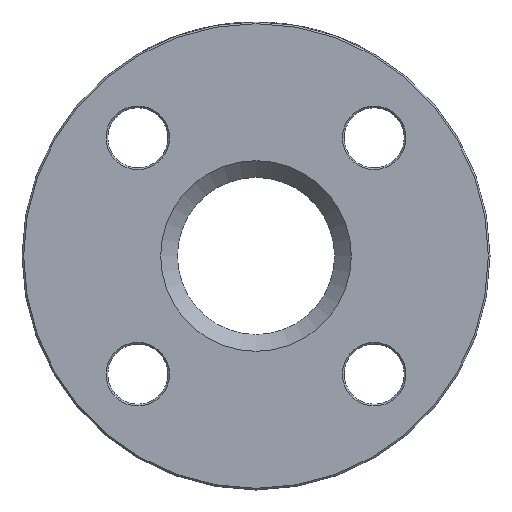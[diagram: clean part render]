
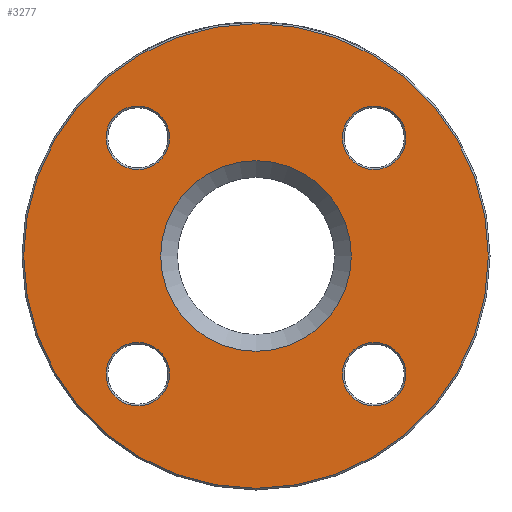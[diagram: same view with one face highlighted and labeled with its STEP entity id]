
A CAD part, left-side view. The second image highlights one B-rep face of the part: STEP entity #3277.
In plain terms, the highlighted planar face has unit normal (-1, 0, 0).
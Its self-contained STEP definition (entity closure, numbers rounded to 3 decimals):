
#22 = ORIENTED_EDGE ( 'NONE', *, *, #160, .T. ) ;
#134 = DIRECTION ( 'NONE',  ( 0., 0., -1. ) ) ;
#160 = EDGE_CURVE ( 'NONE', #4163, #4163, #1607, .T. ) ;
#182 = DIRECTION ( 'NONE',  ( 0., 0., -1. ) ) ;
#390 = PLANE ( 'NONE',  #2590 ) ;
#450 = VERTEX_POINT ( 'NONE', #1800 ) ;
#729 = CARTESIAN_POINT ( 'NONE',  ( 0., 0., 0. ) ) ;
#791 = CIRCLE ( 'NONE', #3243, 69.5 ) ;
#929 = CARTESIAN_POINT ( 'NONE',  ( 0., 35.355, -35.355 ) ) ;
#988 = ORIENTED_EDGE ( 'NONE', *, *, #4197, .T. ) ;
#991 = CARTESIAN_POINT ( 'NONE',  ( 0., 0., -28.5 ) ) ;
#1054 = VERTEX_POINT ( 'NONE', #1671 ) ;
#1113 = ORIENTED_EDGE ( 'NONE', *, *, #2293, .T. ) ;
#1294 = CARTESIAN_POINT ( 'NONE',  ( 0., 35.355, 35.355 ) ) ;
#1584 = EDGE_CURVE ( 'NONE', #3175, #3175, #791, .T. ) ;
#1607 = CIRCLE ( 'NONE', #2198, 9.5 ) ;
#1633 = EDGE_CURVE ( 'NONE', #2390, #2390, #3077, .T. ) ;
#1668 = AXIS2_PLACEMENT_3D ( 'NONE', #3942, #3294, #134 ) ;
#1671 = CARTESIAN_POINT ( 'NONE',  ( 0., 35.355, -44.855 ) ) ;
#1707 = CARTESIAN_POINT ( 'NONE',  ( 0., 23.5, 0. ) ) ;
#1708 = DIRECTION ( 'NONE',  ( -1., 0., 0. ) ) ;
#1724 = DIRECTION ( 'NONE',  ( 0., 0., -1. ) ) ;
#1775 = DIRECTION ( 'NONE',  ( 1., 0., 0. ) ) ;
#1800 = CARTESIAN_POINT ( 'NONE',  ( 0., -35.355, -44.855 ) ) ;
#1960 = ORIENTED_EDGE ( 'NONE', *, *, #1584, .T. ) ;
#2098 = EDGE_CURVE ( 'NONE', #4253, #4253, #3779, .T. ) ;
#2100 = DIRECTION ( 'NONE',  ( 0., 0., -1. ) ) ;
#2117 = FACE_BOUND ( 'NONE', #4441, .T. ) ;
#2198 = AXIS2_PLACEMENT_3D ( 'NONE', #4226, #1775, #2100 ) ;
#2278 = DIRECTION ( 'NONE',  ( 0., 0., -1. ) ) ;
#2293 = EDGE_CURVE ( 'NONE', #1054, #1054, #3254, .T. ) ;
#2345 = EDGE_LOOP ( 'NONE', ( #3862 ) ) ;
#2390 = VERTEX_POINT ( 'NONE', #991 ) ;
#2417 = FACE_BOUND ( 'NONE', #2878, .T. ) ;
#2431 = CARTESIAN_POINT ( 'NONE',  ( 0., 0., -69.5 ) ) ;
#2438 = EDGE_LOOP ( 'NONE', ( #988 ) ) ;
#2590 = AXIS2_PLACEMENT_3D ( 'NONE', #1707, #3494, #1724 ) ;
#2642 = EDGE_LOOP ( 'NONE', ( #1113 ) ) ;
#2666 = DIRECTION ( 'NONE',  ( 0., 0., -1. ) ) ;
#2670 = EDGE_LOOP ( 'NONE', ( #1960 ) ) ;
#2699 = CARTESIAN_POINT ( 'NONE',  ( 0., -35.355, -35.355 ) ) ;
#2745 = FACE_BOUND ( 'NONE', #2438, .T. ) ;
#2789 = FACE_BOUND ( 'NONE', #2642, .T. ) ;
#2790 = DIRECTION ( 'NONE',  ( 0., 0., -1. ) ) ;
#2878 = EDGE_LOOP ( 'NONE', ( #22 ) ) ;
#3077 = CIRCLE ( 'NONE', #1668, 28.5 ) ;
#3175 = VERTEX_POINT ( 'NONE', #2431 ) ;
#3243 = AXIS2_PLACEMENT_3D ( 'NONE', #729, #1708, #2790 ) ;
#3254 = CIRCLE ( 'NONE', #4517, 9.5 ) ;
#3262 = AXIS2_PLACEMENT_3D ( 'NONE', #2699, #3777, #2278 ) ;
#3277 = ADVANCED_FACE ( 'NONE', ( #2117, #4524, #2417, #2745, #2789, #3843 ), #390, .F. ) ;
#3294 = DIRECTION ( 'NONE',  ( 1., 0., 0. ) ) ;
#3306 = ORIENTED_EDGE ( 'NONE', *, *, #1633, .T. ) ;
#3384 = DIRECTION ( 'NONE',  ( 1., 0., 0. ) ) ;
#3447 = CARTESIAN_POINT ( 'NONE',  ( 0., 35.355, 25.855 ) ) ;
#3494 = DIRECTION ( 'NONE',  ( 1., 0., 0. ) ) ;
#3777 = DIRECTION ( 'NONE',  ( 1., 0., 0. ) ) ;
#3779 = CIRCLE ( 'NONE', #3919, 9.5 ) ;
#3809 = DIRECTION ( 'NONE',  ( 1., 0., 0. ) ) ;
#3843 = FACE_BOUND ( 'NONE', #2345, .T. ) ;
#3862 = ORIENTED_EDGE ( 'NONE', *, *, #2098, .T. ) ;
#3903 = CARTESIAN_POINT ( 'NONE',  ( 0., -35.355, 25.855 ) ) ;
#3919 = AXIS2_PLACEMENT_3D ( 'NONE', #1294, #3809, #2666 ) ;
#3929 = CIRCLE ( 'NONE', #3262, 9.5 ) ;
#3942 = CARTESIAN_POINT ( 'NONE',  ( 0., 0., 0. ) ) ;
#4163 = VERTEX_POINT ( 'NONE', #3903 ) ;
#4197 = EDGE_CURVE ( 'NONE', #450, #450, #3929, .T. ) ;
#4226 = CARTESIAN_POINT ( 'NONE',  ( 0., -35.355, 35.355 ) ) ;
#4253 = VERTEX_POINT ( 'NONE', #3447 ) ;
#4441 = EDGE_LOOP ( 'NONE', ( #3306 ) ) ;
#4517 = AXIS2_PLACEMENT_3D ( 'NONE', #929, #3384, #182 ) ;
#4524 = FACE_OUTER_BOUND ( 'NONE', #2670, .T. ) ;
